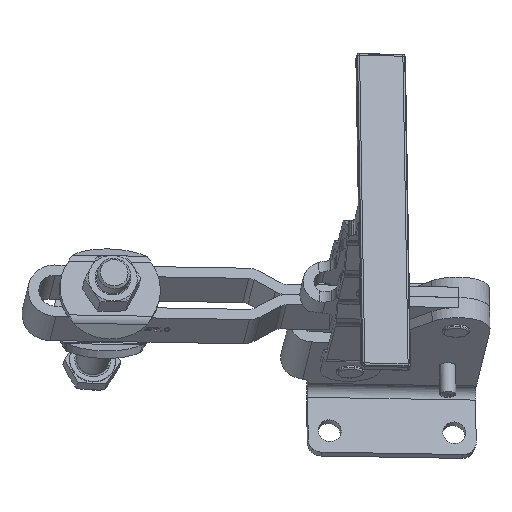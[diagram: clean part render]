
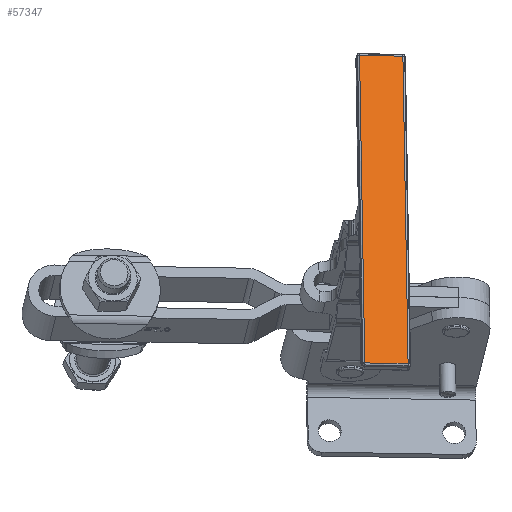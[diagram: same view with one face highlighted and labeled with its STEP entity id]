
A CAD part, top view. The second image highlights one B-rep face of the part: STEP entity #57347.
In plain terms, the highlighted planar face has unit normal (0.091, 0.354, 0.931).
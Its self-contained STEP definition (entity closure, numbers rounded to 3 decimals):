
#749=CARTESIAN_POINT('',(-70.392,-51.282,223.048));
#750=VERTEX_POINT('',#749);
#758=CARTESIAN_POINT('',(-86.323,-50.998,224.503));
#759=VERTEX_POINT('',#758);
#760=CARTESIAN_POINT('',(-70.392,-51.282,223.048));
#761=DIRECTION('',(-0.996,0.018,0.091));
#762=VECTOR('',#761,16.);
#763=LINE('',#760,#762);
#764=EDGE_CURVE('',#750,#759,#763,.T.);
#798=CARTESIAN_POINT('',(-88.228,62.127,181.608));
#799=VERTEX_POINT('',#798);
#800=CARTESIAN_POINT('',(-86.323,-50.998,224.503));
#801=DIRECTION('',(-0.016,0.935,-0.355));
#802=VECTOR('',#801,121.);
#803=LINE('',#800,#802);
#804=EDGE_CURVE('',#759,#799,#803,.T.);
#873=CARTESIAN_POINT('',(-72.297,61.844,180.153));
#874=VERTEX_POINT('',#873);
#882=CARTESIAN_POINT('',(-72.297,61.844,180.153));
#883=DIRECTION('',(0.016,-0.935,0.355));
#884=VECTOR('',#883,121.);
#885=LINE('',#882,#884);
#886=EDGE_CURVE('',#874,#750,#885,.T.);
#920=CARTESIAN_POINT('',(-88.228,62.127,181.608));
#921=DIRECTION('',(0.996,-0.018,-0.091));
#922=VECTOR('',#921,16.);
#923=LINE('',#920,#922);
#924=EDGE_CURVE('',#799,#874,#923,.T.);
#57336=CARTESIAN_POINT('',(-79.31,5.423,202.328));
#57337=DIRECTION('',(0.091,0.354,0.931));
#57338=DIRECTION('',(0.016,-0.935,0.355));
#57339=AXIS2_PLACEMENT_3D('',#57336,#57337,#57338);
#57340=PLANE('',#57339);
#57341=ORIENTED_EDGE('',*,*,#764,.F.);
#57342=ORIENTED_EDGE('',*,*,#886,.F.);
#57343=ORIENTED_EDGE('',*,*,#924,.F.);
#57344=ORIENTED_EDGE('',*,*,#804,.F.);
#57345=EDGE_LOOP('',(#57341,#57342,#57343,#57344));
#57346=FACE_OUTER_BOUND('',#57345,.T.);
#57347=ADVANCED_FACE('',(#57346),#57340,.T.);
